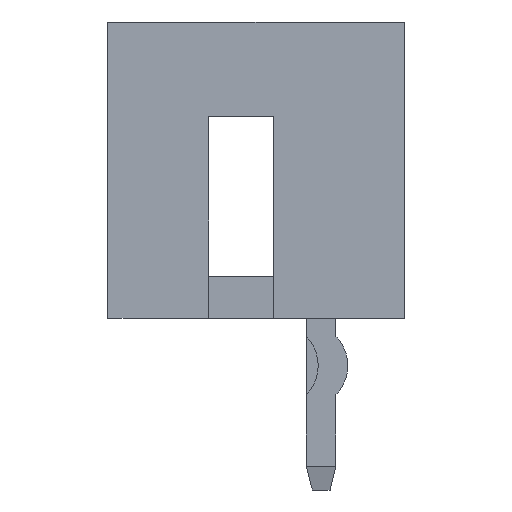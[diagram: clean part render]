
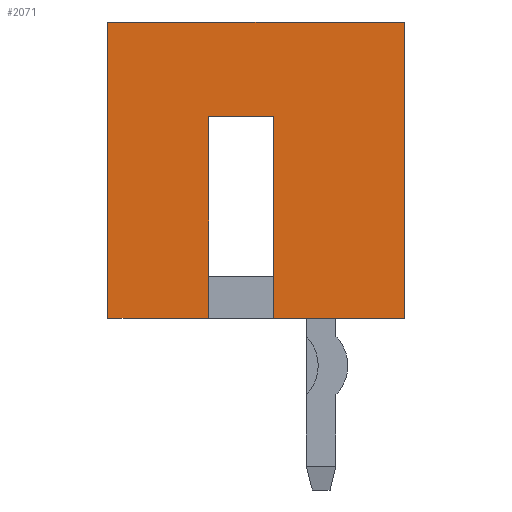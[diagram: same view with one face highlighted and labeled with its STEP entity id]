
A CAD part, left-side view. The second image highlights one B-rep face of the part: STEP entity #2071.
In plain terms, the highlighted planar face has unit normal (-1, 0, 0).
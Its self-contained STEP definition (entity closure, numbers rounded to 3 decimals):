
#38 = ORIENTED_EDGE ( 'NONE', *, *, #7572, .F. ) ;
#45 = VECTOR ( 'NONE', #1899, 1000. ) ;
#187 = ORIENTED_EDGE ( 'NONE', *, *, #6600, .T. ) ;
#337 = EDGE_LOOP ( 'NONE', ( #8182, #7798, #38, #7091, #5814, #1421, #466, #187 ) ) ;
#407 = LINE ( 'NONE', #8451, #45 ) ;
#466 = ORIENTED_EDGE ( 'NONE', *, *, #8256, .F. ) ;
#768 = VERTEX_POINT ( 'NONE', #3549 ) ;
#816 = DIRECTION ( 'NONE',  ( 0., -1., 0. ) ) ;
#889 = DIRECTION ( 'NONE',  ( 0., 1., 0. ) ) ;
#1421 = ORIENTED_EDGE ( 'NONE', *, *, #7234, .T. ) ;
#1660 = EDGE_CURVE ( 'NONE', #5610, #4042, #6246, .T. ) ;
#1817 = LINE ( 'NONE', #7218, #1833 ) ;
#1833 = VECTOR ( 'NONE', #7864, 1000. ) ;
#1899 = DIRECTION ( 'NONE',  ( 0., 1., 0. ) ) ;
#1909 = VERTEX_POINT ( 'NONE', #5955 ) ;
#2071 = ADVANCED_FACE ( 'NONE', ( #6647 ), #6726, .T. ) ;
#2167 = CARTESIAN_POINT ( 'NONE',  ( -2., 3.6, 5. ) ) ;
#2254 = CARTESIAN_POINT ( 'NONE',  ( -2., -1.4, 5. ) ) ;
#2374 = CARTESIAN_POINT ( 'NONE',  ( -2., -1.4, 0. ) ) ;
#2911 = CARTESIAN_POINT ( 'NONE',  ( -2., -1.4, 0. ) ) ;
#3308 = CARTESIAN_POINT ( 'NONE',  ( -2., 1.9, 0. ) ) ;
#3496 = DIRECTION ( 'NONE',  ( 0., 1., 0. ) ) ;
#3549 = CARTESIAN_POINT ( 'NONE',  ( -2., 3.6, 0. ) ) ;
#3609 = CARTESIAN_POINT ( 'NONE',  ( -2., 1.9, 3.4 ) ) ;
#3653 = VERTEX_POINT ( 'NONE', #2911 ) ;
#3881 = EDGE_CURVE ( 'NONE', #3653, #6231, #7297, .T. ) ;
#4042 = VERTEX_POINT ( 'NONE', #6641 ) ;
#4112 = VECTOR ( 'NONE', #7596, 1000. ) ;
#4155 = LINE ( 'NONE', #2374, #4112 ) ;
#4492 = CARTESIAN_POINT ( 'NONE',  ( -2., 0.8, 0. ) ) ;
#4669 = EDGE_CURVE ( 'NONE', #4849, #5610, #5008, .T. ) ;
#4761 = CARTESIAN_POINT ( 'NONE',  ( -2., 3.6, 3.4 ) ) ;
#4827 = DIRECTION ( 'NONE',  ( -1., 0., 0. ) ) ;
#4828 = VECTOR ( 'NONE', #816, 1000. ) ;
#4849 = VERTEX_POINT ( 'NONE', #3609 ) ;
#5008 = LINE ( 'NONE', #4761, #4828 ) ;
#5022 = LINE ( 'NONE', #3308, #5103 ) ;
#5103 = VECTOR ( 'NONE', #5263, 1000. ) ;
#5121 = CARTESIAN_POINT ( 'NONE',  ( -2., 0.8, 3.4 ) ) ;
#5263 = DIRECTION ( 'NONE',  ( 0., 0., 1. ) ) ;
#5568 = AXIS2_PLACEMENT_3D ( 'NONE', #8061, #4827, #889 ) ;
#5610 = VERTEX_POINT ( 'NONE', #5121 ) ;
#5643 = VECTOR ( 'NONE', #3496, 1000. ) ;
#5731 = LINE ( 'NONE', #2167, #5643 ) ;
#5814 = ORIENTED_EDGE ( 'NONE', *, *, #7900, .T. ) ;
#5875 = CARTESIAN_POINT ( 'NONE',  ( -2., 3.6, 5. ) ) ;
#5955 = CARTESIAN_POINT ( 'NONE',  ( -2., 1.9, 0. ) ) ;
#6176 = VECTOR ( 'NONE', #7057, 1000. ) ;
#6231 = VERTEX_POINT ( 'NONE', #2254 ) ;
#6246 = LINE ( 'NONE', #4492, #6176 ) ;
#6392 = DIRECTION ( 'NONE',  ( 0., 0., 1. ) ) ;
#6600 = EDGE_CURVE ( 'NONE', #1909, #4849, #5022, .T. ) ;
#6641 = CARTESIAN_POINT ( 'NONE',  ( -2., 0.8, 0. ) ) ;
#6647 = FACE_OUTER_BOUND ( 'NONE', #337, .T. ) ;
#6726 = PLANE ( 'NONE',  #5568 ) ;
#7036 = CARTESIAN_POINT ( 'NONE',  ( -2., -1.4, 0. ) ) ;
#7057 = DIRECTION ( 'NONE',  ( 0., 0., -1. ) ) ;
#7091 = ORIENTED_EDGE ( 'NONE', *, *, #3881, .T. ) ;
#7218 = CARTESIAN_POINT ( 'NONE',  ( -2., 3.6, 0. ) ) ;
#7234 = EDGE_CURVE ( 'NONE', #7667, #768, #1817, .T. ) ;
#7297 = LINE ( 'NONE', #7036, #7838 ) ;
#7572 = EDGE_CURVE ( 'NONE', #3653, #4042, #4155, .T. ) ;
#7596 = DIRECTION ( 'NONE',  ( 0., 1., 0. ) ) ;
#7667 = VERTEX_POINT ( 'NONE', #5875 ) ;
#7798 = ORIENTED_EDGE ( 'NONE', *, *, #1660, .T. ) ;
#7838 = VECTOR ( 'NONE', #6392, 1000. ) ;
#7864 = DIRECTION ( 'NONE',  ( 0., 0., -1. ) ) ;
#7900 = EDGE_CURVE ( 'NONE', #6231, #7667, #5731, .T. ) ;
#8061 = CARTESIAN_POINT ( 'NONE',  ( -2., 3.6, 0. ) ) ;
#8182 = ORIENTED_EDGE ( 'NONE', *, *, #4669, .T. ) ;
#8256 = EDGE_CURVE ( 'NONE', #1909, #768, #407, .T. ) ;
#8451 = CARTESIAN_POINT ( 'NONE',  ( -2., -1.4, 0. ) ) ;
